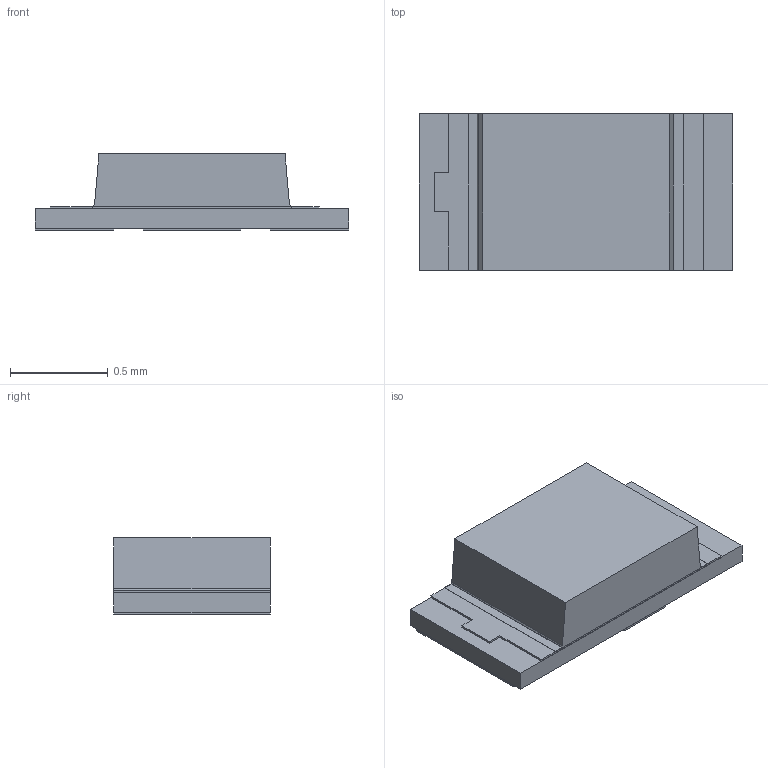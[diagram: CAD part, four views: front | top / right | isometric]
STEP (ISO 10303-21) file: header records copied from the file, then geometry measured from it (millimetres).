
FILE_DESCRIPTION(('STEP AP214'), '1');
FILE_NAME('LED0603_Norm', '', ('UNSPECIFIED'), ('UNSPECIFIED'), 'ASCON STEP Converter 1.3', 'ASCON Math Kernel', '');
FILE_SCHEMA(('AUTOMOTIVE_DESIGN { 1 0 10303 214 3 1 1}'));
Length unit declared in the file: millimetre
Products named in the file (2): User Library-SMD LED 0603
Assembly tree (1 placements, depth 2):
  (unnamed)
    User Library-SMD LED 0603
Bounding box: 1.6 x 0.8 x 0.39 mm (x, y, z)
Volume: 0.4 mm3; surface area: 10.7 mm2
Topology: 11 solids, 12 shells, 114 faces, 246 edges, 151 vertices
Faces by surface type: plane 87, cylinder 15, sphere 8, bspline 3, torus 1
Full cylindrical faces by diameter (mm): 0.08 x1
Entity records: 4624 total; most frequent: CARTESIAN_POINT 1127, DIRECTION 484, ORIENTED_EDGE 469, EDGE_CURVE 235, LINE 194, VECTOR 194, VERTEX_POINT 151, AXIS2_PLACEMENT_3D 145
